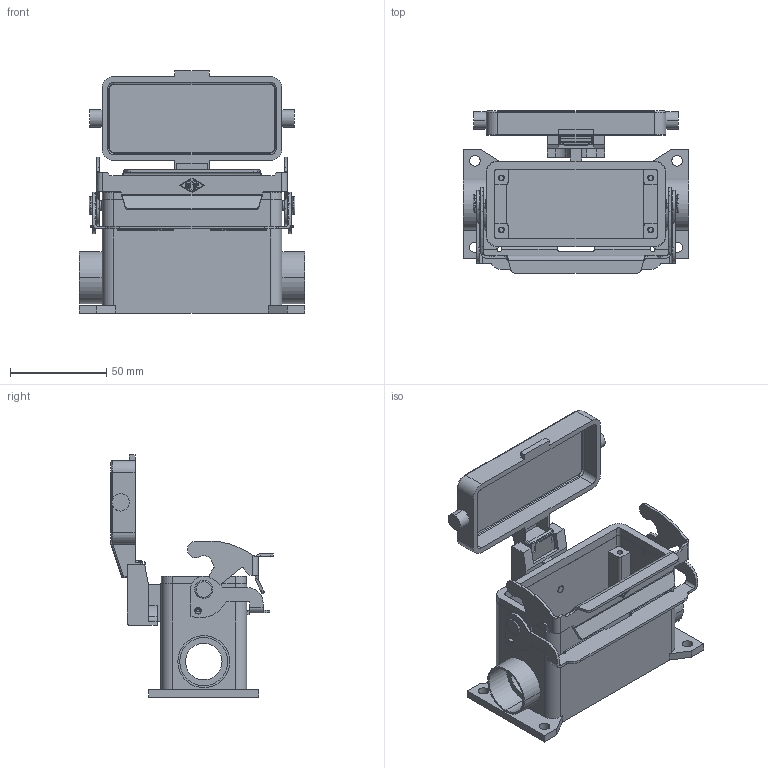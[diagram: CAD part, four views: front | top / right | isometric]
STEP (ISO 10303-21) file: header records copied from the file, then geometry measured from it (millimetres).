
FILE_DESCRIPTION((''),'2;1');
FILE_NAME('MVP 16 LS225.stp','2007-01-05T09:03:46',('gembarski'),(''),'Autodesk Inventor 7','Autodesk Inventor 7','');
FILE_SCHEMA(('AUTOMOTIVE_DESIGN { 1 0 10303 214 1 1 1 1 }'));
Length unit declared in the file: millimetre
Products named in the file (1): MVP 16 LS225
Bounding box: 117 x 84.23 x 126 mm (x, y, z)
Volume: 132248.1 mm3; surface area: 79277.6 mm2
Topology: 4 solids, 4 shells, 569 faces, 1524 edges, 994 vertices
Faces by surface type: plane 218, cylinder 186, bspline 149, torus 10, cone 4, sphere 2
Entity records: 20896 total; most frequent: CARTESIAN_POINT 6732, ORIENTED_EDGE 3034, DIRECTION 2851, EDGE_CURVE 1517, VERTEX_POINT 994, AXIS2_PLACEMENT_3D 959, VECTOR 933, LINE 933
